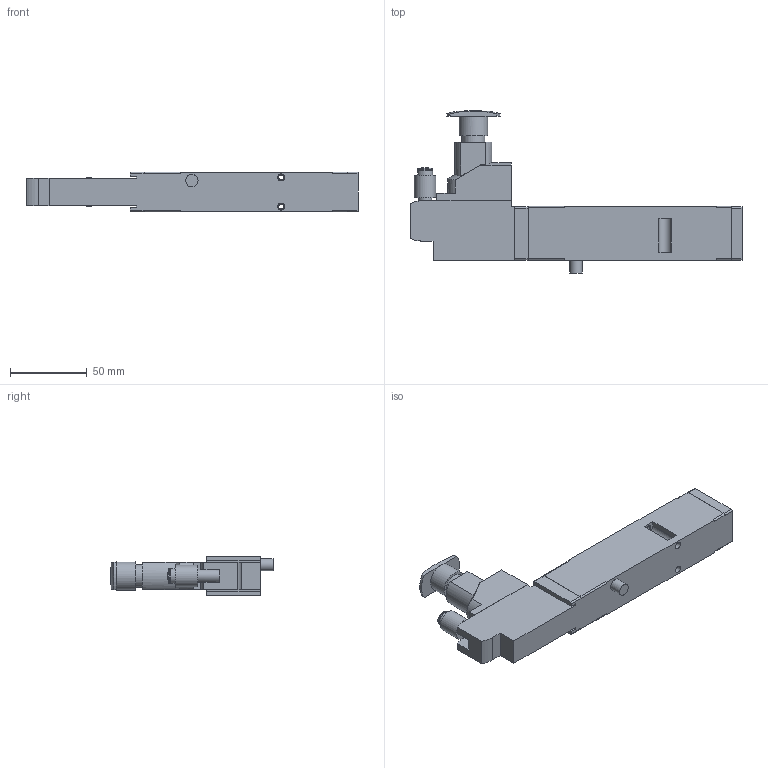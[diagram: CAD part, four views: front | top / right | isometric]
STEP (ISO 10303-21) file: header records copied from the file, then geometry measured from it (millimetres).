
FILE_DESCRIPTION(/* description */ ('STEP AP214'),/* implementation_level */ '2;1');
FILE_NAME(/* name */ '546249_VABF-S4-1-R7C2-C-6',/* time_stamp */ '2024-09-15T19:40:58+02:00',/* author */ ('License CC BY-ND 4.0'),/* organization */ ('CADENAS'),/* preprocessor_version */ 'ST-DEVELOPER v19.3',/* originating_system */ 'PARTsolutions',/* authorisation */ ' ');
FILE_SCHEMA (('AUTOMOTIVE_DESIGN {1 0 10303 214 3 1 1}'));
Length unit declared in the file: millimetre
Products named in the file (3): 546249 VABF-S4-1-R7C2-C-6---(asm); 546249 VABF-S4-1-R7C2-C-6---(VI_00); VABF-S4---(SK)
Assembly tree (2 placements, depth 2):
  546249 VABF-S4-1-R7C2-C-6---(asm)
    546249 VABF-S4-1-R7C2-C-6---(VI_00)
    VABF-S4---(SK)
Bounding box: 215.9 x 105.4 x 26 mm (x, y, z)
Volume: 202637.5 mm3; surface area: 40217.2 mm2
Topology: 2 solids, 2 shells, 185 faces, 468 edges, 308 vertices
Faces by surface type: plane 101, cylinder 74, cone 8, torus 2
Full cylindrical faces by diameter (mm): 3.2 x1, 3.242 x2, 4.5 x2, 5.65 x1, 8 x2, 8.4 x2, 9.7 x2, 11.65 x1, 11.8 x1, 14 x1, 14.4 x1, 14.9 x2, 15.1 x1, 18.5 x1
Entity records: 5750 total; most frequent: CARTESIAN_POINT 1059, DIRECTION 930, ORIENTED_EDGE 860, EDGE_CURVE 430, AXIS2_PLACEMENT_3D 331, VERTEX_POINT 300, LINE 268, VECTOR 268
